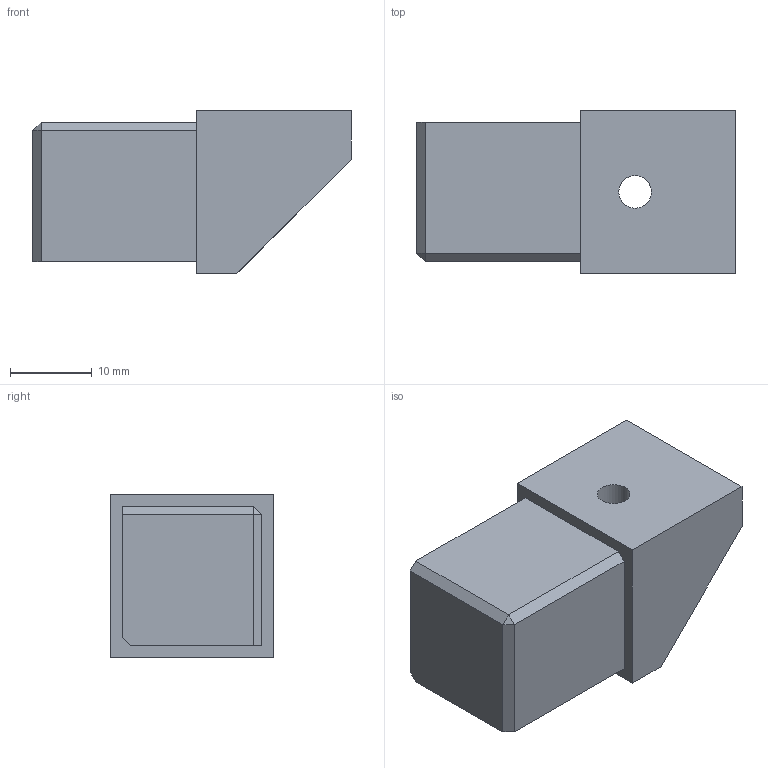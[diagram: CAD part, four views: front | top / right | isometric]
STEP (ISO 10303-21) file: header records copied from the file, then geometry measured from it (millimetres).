
FILE_DESCRIPTION(('FreeCAD Model'),'2;1');
FILE_NAME('FrontTubePlug.step','2020-11-18T09:05:09',('Author'),(''), 'Open CASCADE STEP processor 7.3','FreeCAD','Unknown');
FILE_SCHEMA(('AUTOMOTIVE_DESIGN { 1 0 10303 214 1 1 1 1 }'));
Length unit declared in the file: millimetre
Products named in the file (1): FrontTubePlugV3
Bounding box: 39 x 20 x 20 mm (x, y, z)
Volume: 10896.5 mm3; surface area: 3536.1 mm2
Topology: 1 solids, 1 shells, 24 faces, 58 edges, 37 vertices
Faces by surface type: plane 20, cylinder 4
Full cylindrical faces by diameter (mm): 4 x1
Entity records: 1484 total; most frequent: CARTESIAN_POINT 258, DIRECTION 229, LINE 156, VECTOR 156, ORIENTED_EDGE 116, PCURVE 116, DEFINITIONAL_REPRESENTATION 116, EDGE_CURVE 58
